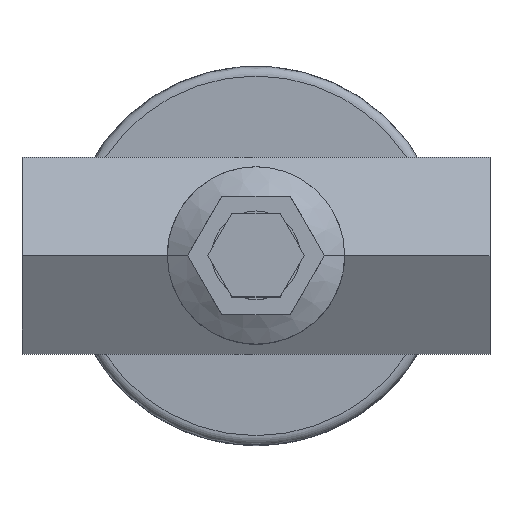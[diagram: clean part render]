
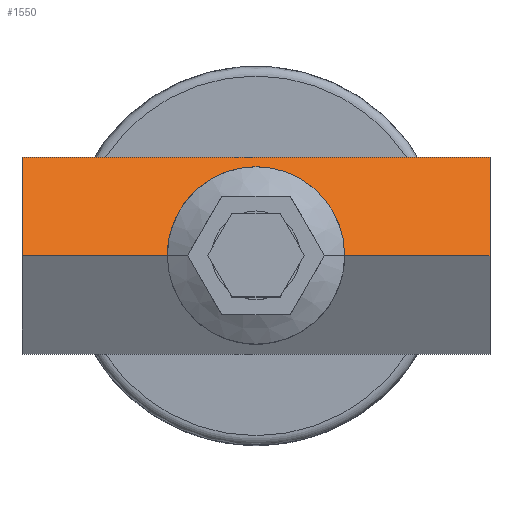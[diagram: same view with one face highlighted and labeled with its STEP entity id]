
A CAD part, top view. The second image highlights one B-rep face of the part: STEP entity #1550.
In plain terms, the highlighted planar face has unit normal (0, 0.5, 0.866).
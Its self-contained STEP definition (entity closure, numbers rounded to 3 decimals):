
#822=EDGE_CURVE('',#1002,#1184,#2064,.T.);
#850=EDGE_CURVE('',#1070,#1316,#2093,.T.);
#1000=VERTEX_POINT('',#2256);
#1002=VERTEX_POINT('',#2258);
#1070=VERTEX_POINT('',#2332);
#1184=VERTEX_POINT('',#2456);
#1316=VERTEX_POINT('',#2602);
#1350=EDGE_CURVE('',#1316,#1000,#2636,.T.);
#1550=ADVANCED_FACE('',(#2862),#2863,.T.);
#1652=EDGE_CURVE('',#1000,#1726,#2977,.T.);
#1726=VERTEX_POINT('',#3062);
#1732=EDGE_CURVE('',#1184,#1726,#3069,.T.);
#1772=EDGE_CURVE('',#1002,#1070,#3114,.T.);
#2064=ELLIPSE('',#3578,20.785,18.0);
#2093=LINE('',#3619,#3620);
#2256=CARTESIAN_POINT('',(-47.5,20.005,11.55));
#2258=CARTESIAN_POINT('',(18.0,0.,23.1));
#2332=CARTESIAN_POINT('',(47.5,0.,23.1));
#2456=CARTESIAN_POINT('',(-18.0,0.0,23.1));
#2602=CARTESIAN_POINT('',(47.5,20.005,11.55));
#2636=LINE('',#4548,#4549);
#2862=FACE_OUTER_BOUND('',#4848,.T.);
#2863=PLANE('',#4849);
#2977=LINE('',#4986,#4987);
#3062=CARTESIAN_POINT('',(-47.5,0.0,23.1));
#3069=LINE('',#5100,#5101);
#3114=LINE('',#5162,#5163);
#3578=AXIS2_PLACEMENT_3D('',#5545,#5546,#5547);
#3619=CARTESIAN_POINT('',(47.5,20.005,11.55));
#3620=VECTOR('',#5569,1.0);
#4548=CARTESIAN_POINT('',(0.0,20.005,11.55));
#4549=VECTOR('',#6160,1.0);
#4848=EDGE_LOOP('',(#6474,#6475,#6476,#6477,#6478,#6479));
#4849=AXIS2_PLACEMENT_3D('',#6480,#6481,#6482);
#4986=CARTESIAN_POINT('',(-47.5,0.0,23.1));
#4987=VECTOR('',#6609,1.0);
#5100=CARTESIAN_POINT('',(0.0,0.0,23.1));
#5101=VECTOR('',#6733,1.0);
#5162=CARTESIAN_POINT('',(0.0,0.,23.1));
#5163=VECTOR('',#6792,1.0);
#5545=CARTESIAN_POINT('',(0.0,0.0,23.1));
#5546=DIRECTION('',(0.0,0.5,0.866));
#5547=DIRECTION('',(0.0,0.866,-0.5));
#5569=DIRECTION('',(0.0,0.866,-0.5));
#6160=DIRECTION('',(-1.0,0.0,0.0));
#6474=ORIENTED_EDGE('',*,*,#822,.F.);
#6475=ORIENTED_EDGE('',*,*,#1772,.T.);
#6476=ORIENTED_EDGE('',*,*,#850,.T.);
#6477=ORIENTED_EDGE('',*,*,#1350,.T.);
#6478=ORIENTED_EDGE('',*,*,#1652,.T.);
#6479=ORIENTED_EDGE('',*,*,#1732,.F.);
#6480=CARTESIAN_POINT('',(0.0,20.005,11.55));
#6481=DIRECTION('',(0.0,0.5,0.866));
#6482=DIRECTION('',(0.0,0.866,-0.5));
#6609=DIRECTION('',(0.0,-0.866,0.5));
#6733=DIRECTION('',(-1.0,0.0,0.0));
#6792=DIRECTION('',(1.0,0.0,0.0));
